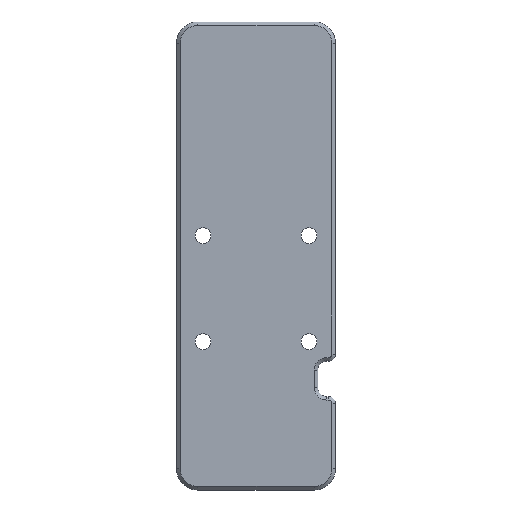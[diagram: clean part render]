
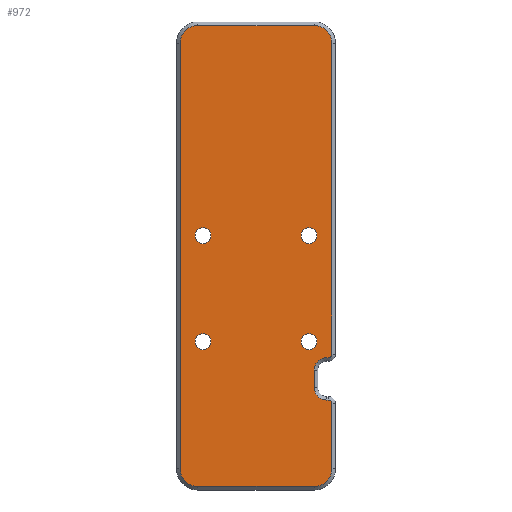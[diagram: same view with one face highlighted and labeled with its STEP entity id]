
A CAD part, top view. The second image highlights one B-rep face of the part: STEP entity #972.
In plain terms, the highlighted planar face has unit normal (0, 0, 1).
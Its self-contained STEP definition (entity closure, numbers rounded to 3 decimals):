
#15=FACE_BOUND('',#159,.T.);
#16=FACE_BOUND('',#160,.T.);
#17=FACE_BOUND('',#161,.T.);
#18=FACE_BOUND('',#162,.T.);
#52=PLANE('',#1070);
#98=FACE_OUTER_BOUND('',#158,.T.);
#158=EDGE_LOOP('',(#777,#778,#779,#780,#781,#782,#783,#784,#785,#786,#787,
#788,#789,#790,#791,#792));
#159=EDGE_LOOP('',(#793));
#160=EDGE_LOOP('',(#794));
#161=EDGE_LOOP('',(#795));
#162=EDGE_LOOP('',(#796));
#199=CIRCLE('',#1029,5.);
#201=CIRCLE('',#1033,5.);
#203=CIRCLE('',#1037,1.);
#205=CIRCLE('',#1041,3.5);
#207=CIRCLE('',#1045,3.5);
#209=CIRCLE('',#1049,1.);
#212=CIRCLE('',#1054,5.);
#214=CIRCLE('',#1057,5.);
#219=CIRCLE('',#1071,2.25);
#220=CIRCLE('',#1072,2.25);
#221=CIRCLE('',#1073,2.25);
#222=CIRCLE('',#1074,2.25);
#256=LINE('',#1469,#354);
#260=LINE('',#1481,#358);
#264=LINE('',#1493,#362);
#268=LINE('',#1505,#366);
#272=LINE('',#1517,#370);
#276=LINE('',#1529,#374);
#280=LINE('',#1541,#378);
#285=LINE('',#1557,#383);
#354=VECTOR('',#1164,10.);
#358=VECTOR('',#1176,10.);
#362=VECTOR('',#1188,10.);
#366=VECTOR('',#1200,10.);
#370=VECTOR('',#1212,10.);
#374=VECTOR('',#1224,10.);
#378=VECTOR('',#1236,10.);
#383=VECTOR('',#1255,10.);
#448=VERTEX_POINT('',#1466);
#449=VERTEX_POINT('',#1468);
#451=VERTEX_POINT('',#1473);
#453=VERTEX_POINT('',#1479);
#455=VERTEX_POINT('',#1485);
#457=VERTEX_POINT('',#1491);
#459=VERTEX_POINT('',#1497);
#461=VERTEX_POINT('',#1503);
#463=VERTEX_POINT('',#1509);
#465=VERTEX_POINT('',#1515);
#467=VERTEX_POINT('',#1521);
#469=VERTEX_POINT('',#1527);
#471=VERTEX_POINT('',#1533);
#473=VERTEX_POINT('',#1539);
#475=VERTEX_POINT('',#1546);
#476=VERTEX_POINT('',#1550);
#485=VERTEX_POINT('',#1587);
#486=VERTEX_POINT('',#1589);
#487=VERTEX_POINT('',#1591);
#488=VERTEX_POINT('',#1593);
#536=EDGE_CURVE('',#448,#449,#256,.T.);
#539=EDGE_CURVE('',#451,#448,#199,.T.);
#542=EDGE_CURVE('',#453,#451,#260,.T.);
#545=EDGE_CURVE('',#455,#453,#201,.T.);
#548=EDGE_CURVE('',#457,#455,#264,.T.);
#551=EDGE_CURVE('',#459,#457,#203,.T.);
#554=EDGE_CURVE('',#461,#459,#268,.T.);
#557=EDGE_CURVE('',#463,#461,#205,.T.);
#560=EDGE_CURVE('',#465,#463,#272,.T.);
#563=EDGE_CURVE('',#467,#465,#207,.T.);
#566=EDGE_CURVE('',#469,#467,#276,.T.);
#569=EDGE_CURVE('',#471,#469,#209,.T.);
#572=EDGE_CURVE('',#473,#471,#280,.T.);
#576=EDGE_CURVE('',#475,#473,#212,.T.);
#579=EDGE_CURVE('',#449,#476,#214,.T.);
#581=EDGE_CURVE('',#476,#475,#285,.T.);
#596=EDGE_CURVE('',#485,#485,#219,.F.);
#597=EDGE_CURVE('',#486,#486,#220,.F.);
#598=EDGE_CURVE('',#487,#487,#221,.F.);
#599=EDGE_CURVE('',#488,#488,#222,.F.);
#777=ORIENTED_EDGE('',*,*,#536,.F.);
#778=ORIENTED_EDGE('',*,*,#539,.F.);
#779=ORIENTED_EDGE('',*,*,#542,.F.);
#780=ORIENTED_EDGE('',*,*,#545,.F.);
#781=ORIENTED_EDGE('',*,*,#548,.F.);
#782=ORIENTED_EDGE('',*,*,#551,.F.);
#783=ORIENTED_EDGE('',*,*,#554,.F.);
#784=ORIENTED_EDGE('',*,*,#557,.F.);
#785=ORIENTED_EDGE('',*,*,#560,.F.);
#786=ORIENTED_EDGE('',*,*,#563,.F.);
#787=ORIENTED_EDGE('',*,*,#566,.F.);
#788=ORIENTED_EDGE('',*,*,#569,.F.);
#789=ORIENTED_EDGE('',*,*,#572,.F.);
#790=ORIENTED_EDGE('',*,*,#576,.F.);
#791=ORIENTED_EDGE('',*,*,#581,.F.);
#792=ORIENTED_EDGE('',*,*,#579,.F.);
#793=ORIENTED_EDGE('',*,*,#596,.T.);
#794=ORIENTED_EDGE('',*,*,#597,.T.);
#795=ORIENTED_EDGE('',*,*,#598,.T.);
#796=ORIENTED_EDGE('',*,*,#599,.T.);
#972=ADVANCED_FACE('',(#98,#15,#16,#17,#18),#52,.T.);
#1029=AXIS2_PLACEMENT_3D('',#1475,#1169,#1170);
#1033=AXIS2_PLACEMENT_3D('',#1487,#1181,#1182);
#1037=AXIS2_PLACEMENT_3D('',#1499,#1193,#1194);
#1041=AXIS2_PLACEMENT_3D('',#1511,#1205,#1206);
#1045=AXIS2_PLACEMENT_3D('',#1523,#1217,#1218);
#1049=AXIS2_PLACEMENT_3D('',#1535,#1229,#1230);
#1054=AXIS2_PLACEMENT_3D('',#1548,#1243,#1244);
#1057=AXIS2_PLACEMENT_3D('',#1554,#1250,#1251);
#1070=AXIS2_PLACEMENT_3D('',#1586,#1288,#1289);
#1071=AXIS2_PLACEMENT_3D('',#1588,#1290,#1291);
#1072=AXIS2_PLACEMENT_3D('',#1590,#1292,#1293);
#1073=AXIS2_PLACEMENT_3D('',#1592,#1294,#1295);
#1074=AXIS2_PLACEMENT_3D('',#1594,#1296,#1297);
#1164=DIRECTION('',(0.,1.,0.));
#1169=DIRECTION('center_axis',(0.,0.,
-1.));
#1170=DIRECTION('ref_axis',(-0.707,-0.707,0.));
#1176=DIRECTION('',(-1.,0.,0.));
#1181=DIRECTION('center_axis',(0.,0.,
-1.));
#1182=DIRECTION('ref_axis',(0.707,-0.707,0.));
#1188=DIRECTION('',(0.,-1.,0.));
#1193=DIRECTION('center_axis',(0.,0.,
-1.));
#1194=DIRECTION('ref_axis',(0.707,0.707,0.));
#1200=DIRECTION('',(1.,0.,0.));
#1205=DIRECTION('center_axis',(0.,0.,
1.));
#1206=DIRECTION('ref_axis',(-0.707,-0.707,0.));
#1212=DIRECTION('',(0.,-1.,0.));
#1217=DIRECTION('center_axis',(0.,0.,
1.));
#1218=DIRECTION('ref_axis',(-0.707,0.707,0.));
#1224=DIRECTION('',(-1.,0.,0.));
#1229=DIRECTION('center_axis',(0.,0.,
-1.));
#1230=DIRECTION('ref_axis',(0.707,-0.707,0.));
#1236=DIRECTION('',(0.,-1.,0.));
#1243=DIRECTION('center_axis',(0.,0.,
-1.));
#1244=DIRECTION('ref_axis',(0.707,0.707,0.));
#1250=DIRECTION('center_axis',(0.,0.,
-1.));
#1251=DIRECTION('ref_axis',(-0.707,0.707,0.));
#1255=DIRECTION('',(1.,0.,0.));
#1288=DIRECTION('center_axis',(0.,0.,
1.));
#1289=DIRECTION('ref_axis',(0.,-1.,0.));
#1290=DIRECTION('center_axis',(0.,0.,
1.));
#1291=DIRECTION('ref_axis',(0.,1.,0.));
#1292=DIRECTION('center_axis',(0.,0.,
1.));
#1293=DIRECTION('ref_axis',(0.,1.,0.));
#1294=DIRECTION('center_axis',(0.,0.,
1.));
#1295=DIRECTION('ref_axis',(0.,1.,0.));
#1296=DIRECTION('center_axis',(0.,0.,
1.));
#1297=DIRECTION('ref_axis',(0.,1.,0.));
#1466=CARTESIAN_POINT('',(192.593,416.45,577.168));
#1468=CARTESIAN_POINT('',(192.593,536.95,577.168));
#1469=CARTESIAN_POINT('',(192.593,482.2,577.168));
#1473=CARTESIAN_POINT('',(197.593,411.45,577.168));
#1475=CARTESIAN_POINT('Origin',(197.593,416.45,577.168));
#1479=CARTESIAN_POINT('',(230.593,411.45,577.168));
#1481=CARTESIAN_POINT('',(203.843,411.45,577.168));
#1485=CARTESIAN_POINT('',(235.593,416.45,577.168));
#1487=CARTESIAN_POINT('Origin',(230.593,416.45,577.168));
#1491=CARTESIAN_POINT('',(235.593,434.912,577.168));
#1493=CARTESIAN_POINT('',(235.593,452.7,577.168));
#1497=CARTESIAN_POINT('',(234.593,435.912,577.168));
#1499=CARTESIAN_POINT('Origin',(234.593,434.912,577.168));
#1503=CARTESIAN_POINT('',(234.093,435.912,577.168));
#1505=CARTESIAN_POINT('',(225.343,435.912,577.168));
#1509=CARTESIAN_POINT('',(230.593,439.412,577.168));
#1511=CARTESIAN_POINT('Origin',(234.093,439.412,577.168));
#1515=CARTESIAN_POINT('',(230.593,444.412,577.168));
#1517=CARTESIAN_POINT('',(230.593,473.325,577.168));
#1521=CARTESIAN_POINT('',(234.093,447.912,577.168));
#1523=CARTESIAN_POINT('Origin',(234.093,444.412,577.168));
#1527=CARTESIAN_POINT('',(234.593,447.912,577.168));
#1529=CARTESIAN_POINT('',(225.343,447.912,577.168));
#1533=CARTESIAN_POINT('',(235.593,448.912,577.168));
#1535=CARTESIAN_POINT('Origin',(234.593,448.912,577.168));
#1539=CARTESIAN_POINT('',(235.593,536.95,577.168));
#1541=CARTESIAN_POINT('',(235.593,452.7,577.168));
#1546=CARTESIAN_POINT('',(230.593,541.95,577.168));
#1548=CARTESIAN_POINT('Origin',(230.593,536.95,577.168));
#1550=CARTESIAN_POINT('',(197.593,541.95,577.168));
#1554=CARTESIAN_POINT('Origin',(197.593,536.95,577.168));
#1557=CARTESIAN_POINT('',(224.343,541.95,577.168));
#1586=CARTESIAN_POINT('Origin',(214.093,467.45,577.168));
#1587=CARTESIAN_POINT('',(229.093,480.2,577.168));
#1588=CARTESIAN_POINT('Origin',(229.093,482.45,577.168));
#1589=CARTESIAN_POINT('',(199.093,450.2,577.168));
#1590=CARTESIAN_POINT('Origin',(199.093,452.45,577.168));
#1591=CARTESIAN_POINT('',(199.093,480.2,577.168));
#1592=CARTESIAN_POINT('Origin',(199.093,482.45,577.168));
#1593=CARTESIAN_POINT('',(229.093,450.2,577.168));
#1594=CARTESIAN_POINT('Origin',(229.093,452.45,577.168));
